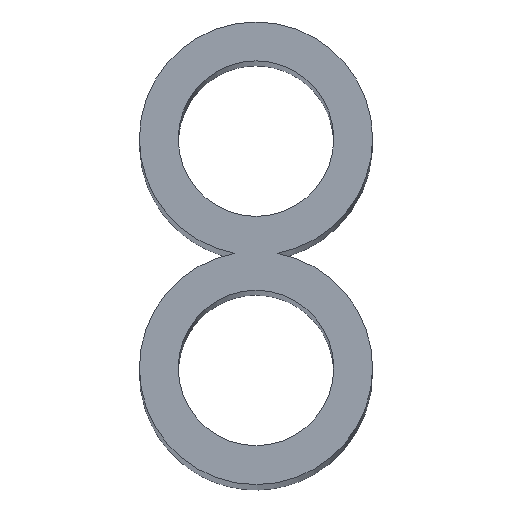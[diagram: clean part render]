
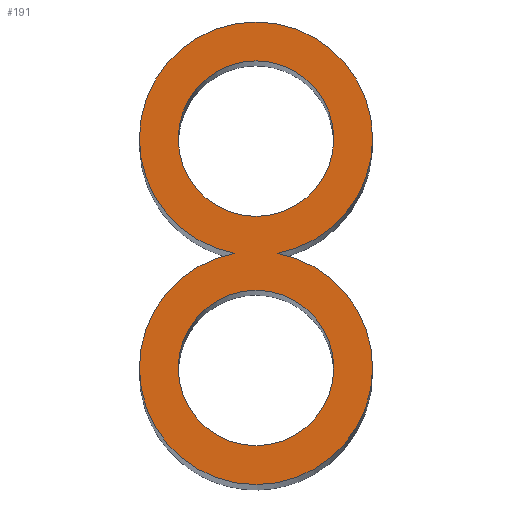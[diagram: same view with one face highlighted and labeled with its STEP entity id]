
A CAD part, top view. The second image highlights one B-rep face of the part: STEP entity #191.
In plain terms, the highlighted planar face has unit normal (0, 0, 1).
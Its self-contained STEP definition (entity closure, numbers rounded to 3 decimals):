
#20=PLANE('',#212);
#55=ORIENTED_EDGE('',*,*,#79,.T.);
#56=ORIENTED_EDGE('',*,*,#74,.T.);
#57=ORIENTED_EDGE('',*,*,#75,.F.);
#58=ORIENTED_EDGE('',*,*,#69,.F.);
#69=EDGE_CURVE('',#83,#83,#93,.T.);
#74=EDGE_CURVE('',#85,#88,#94,.T.);
#75=EDGE_CURVE('',#89,#89,#95,.T.);
#79=EDGE_CURVE('',#88,#85,#96,.T.);
#83=VERTEX_POINT('',#259);
#85=VERTEX_POINT('',#264);
#88=VERTEX_POINT('',#269);
#89=VERTEX_POINT('',#273);
#93=CIRCLE('',#201,2.);
#94=CIRCLE('',#205,3.);
#95=CIRCLE('',#207,2.);
#96=CIRCLE('',#211,3.);
#103=EDGE_LOOP('',(#55,#56));
#104=EDGE_LOOP('',(#57));
#105=EDGE_LOOP('',(#58));
#117=FACE_BOUND('',#103,.T.);
#118=FACE_BOUND('',#104,.T.);
#119=FACE_BOUND('',#105,.T.);
#191=ADVANCED_FACE('',(#117,#118,#119),#20,.T.);
#201=AXIS2_PLACEMENT_3D('',#258,#220,#221);
#205=AXIS2_PLACEMENT_3D('',#270,#230,#231);
#207=AXIS2_PLACEMENT_3D('',#272,#234,#235);
#211=AXIS2_PLACEMENT_3D('',#281,#243,#244);
#212=AXIS2_PLACEMENT_3D('',#283,#246,#247);
#220=DIRECTION('',(0.,0.,1.));
#221=DIRECTION('',(1.,0.,0.));
#230=DIRECTION('',(0.,0.,1.));
#231=DIRECTION('',(1.,0.,0.));
#234=DIRECTION('',(0.,0.,1.));
#235=DIRECTION('',(1.,0.,0.));
#243=DIRECTION('',(0.,0.,1.));
#244=DIRECTION('',(1.,0.,0.));
#246=DIRECTION('',(0.,0.,1.));
#247=DIRECTION('',(1.,0.,0.));
#258=CARTESIAN_POINT('',(0.,-2.95,0.));
#259=CARTESIAN_POINT('',(2.,-2.95,0.));
#264=CARTESIAN_POINT('',(-0.545,0.,0.));
#269=CARTESIAN_POINT('',(0.545,0.,0.));
#270=CARTESIAN_POINT('',(0.,-2.95,0.));
#272=CARTESIAN_POINT('',(0.,2.95,0.));
#273=CARTESIAN_POINT('',(2.,2.95,0.));
#281=CARTESIAN_POINT('',(0.,2.95,0.));
#283=CARTESIAN_POINT('',(0.,2.95,0.));
